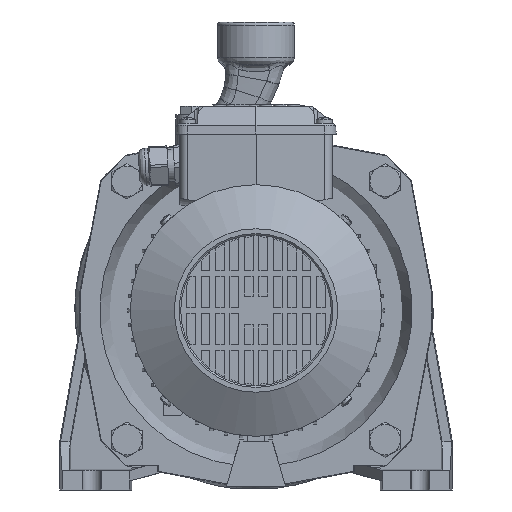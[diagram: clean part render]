
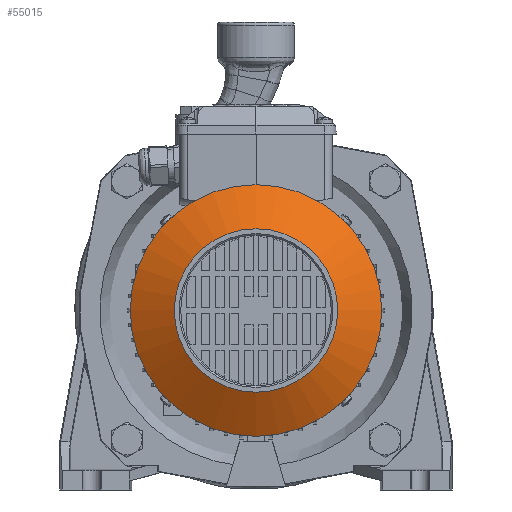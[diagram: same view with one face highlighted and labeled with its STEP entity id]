
A CAD part, left-side view. The second image highlights one B-rep face of the part: STEP entity #55015.
In plain terms, the highlighted free-form (B-spline) face has degree [2, 1] with [9, 2] control points.
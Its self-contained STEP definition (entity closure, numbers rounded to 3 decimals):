
#54935=CARTESIAN_POINT('',(-327.,0.,163.));
#54936=VERTEX_POINT('',#54935);
#54937=CARTESIAN_POINT('',(-327.,0.,61.));
#54938=VERTEX_POINT('',#54937);
#54939=CARTESIAN_POINT('',(-327.,0.,112.));
#54940=DIRECTION('',(1.0,0.,0.));
#54941=DIRECTION('',(0.,0.,-1.0));
#54942=AXIS2_PLACEMENT_3D('',#54939,#54940,#54941);
#54943=CIRCLE('',#54942,51.);
#54944=EDGE_CURVE('',#54936,#54938,#54943,.T.);
#54946=CARTESIAN_POINT('',(-327.,0.,112.));
#54947=DIRECTION('',(1.0,0.,0.));
#54948=DIRECTION('',(0.,0.,-1.0));
#54949=AXIS2_PLACEMENT_3D('',#54946,#54947,#54948);
#54950=CIRCLE('',#54949,51.);
#54951=EDGE_CURVE('',#54938,#54936,#54950,.T.);
#54960=CARTESIAN_POINT('',(-327.,0.,61.));
#54961=CARTESIAN_POINT('',(-327.,51.,61.));
#54962=CARTESIAN_POINT('',(-327.,51.,112.));
#54963=CARTESIAN_POINT('',(-327.,51.,163.));
#54964=CARTESIAN_POINT('',(-327.,0.,163.));
#54965=CARTESIAN_POINT('',(-327.,-51.,163.));
#54966=CARTESIAN_POINT('',(-327.,-51.,112.));
#54967=CARTESIAN_POINT('',(-327.,-51.,61.));
#54968=CARTESIAN_POINT('',(-327.,0.,61.));
#54969=CARTESIAN_POINT('',(-311.123,0.,33.5));
#54970=CARTESIAN_POINT('',(-311.123,78.5,33.5));
#54971=CARTESIAN_POINT('',(-311.123,78.5,112.));
#54972=CARTESIAN_POINT('',(-311.123,78.5,190.5));
#54973=CARTESIAN_POINT('',(-311.123,0.,190.5));
#54974=CARTESIAN_POINT('',(-311.123,-78.5,190.5));
#54975=CARTESIAN_POINT('',(-311.123,-78.5,112.));
#54976=CARTESIAN_POINT('',(-311.123,-78.5,33.5));
#54977=CARTESIAN_POINT('',(-311.123,0.,33.5));
#54985=(BOUNDED_SURFACE()B_SPLINE_SURFACE(2,1,((#54960,#54969),(#54961,#54970),(#54962,#54971),(#54963,#54972),(#54964,#54973),(#54965,#54974),(#54966,#54975),(#54967,#54976),(#54968,#54977)),.UNSPECIFIED.,.T.,.F.,.U.)B_SPLINE_SURFACE_WITH_KNOTS((3,2,2,2,3),(2,2),(0.0,0.25,0.5,0.75,1.0),(0.0,31.754),.UNSPECIFIED.)GEOMETRIC_REPRESENTATION_ITEM()RATIONAL_B_SPLINE_SURFACE(((1.0,1.0),(0.707,0.707),(1.0,1.0),(0.707,0.707),(1.0,1.0),(0.707,0.707),(1.0,1.0),(0.707,0.707),(1.0,1.0)))REPRESENTATION_ITEM('')SURFACE());
#54986=ORIENTED_EDGE('',*,*,#54951,.T.);
#54987=ORIENTED_EDGE('',*,*,#54944,.T.);
#54988=CARTESIAN_POINT('',(-311.123,0.,33.5));
#54989=VERTEX_POINT('',#54988);
#54990=CARTESIAN_POINT('',(-327.,0.,61.));
#54991=DIRECTION('',(0.5,0.,-0.866));
#54992=VECTOR('',#54991,31.754);
#54993=LINE('',#54990,#54992);
#54994=EDGE_CURVE('',#54938,#54989,#54993,.T.);
#54995=ORIENTED_EDGE('',*,*,#54994,.T.);
#54996=CARTESIAN_POINT('',(-311.123,0.,190.5));
#54997=VERTEX_POINT('',#54996);
#54998=CARTESIAN_POINT('',(-311.123,0.,112.));
#54999=DIRECTION('',(1.0,0.,0.));
#55000=DIRECTION('',(0.,0.,-1.0));
#55001=AXIS2_PLACEMENT_3D('',#54998,#54999,#55000);
#55002=CIRCLE('',#55001,78.5);
#55003=EDGE_CURVE('',#54997,#54989,#55002,.T.);
#55004=ORIENTED_EDGE('',*,*,#55003,.F.);
#55005=CARTESIAN_POINT('',(-311.123,0.,112.));
#55006=DIRECTION('',(1.0,0.,0.));
#55007=DIRECTION('',(0.,0.,-1.0));
#55008=AXIS2_PLACEMENT_3D('',#55005,#55006,#55007);
#55009=CIRCLE('',#55008,78.5);
#55010=EDGE_CURVE('',#54989,#54997,#55009,.T.);
#55011=ORIENTED_EDGE('',*,*,#55010,.F.);
#55012=ORIENTED_EDGE('',*,*,#54994,.F.);
#55013=EDGE_LOOP('',(#54986,#54987,#54995,#55004,#55011,#55012));
#55014=FACE_OUTER_BOUND('',#55013,.T.);
#55015=ADVANCED_FACE('',(#55014),#54985,.T.);
